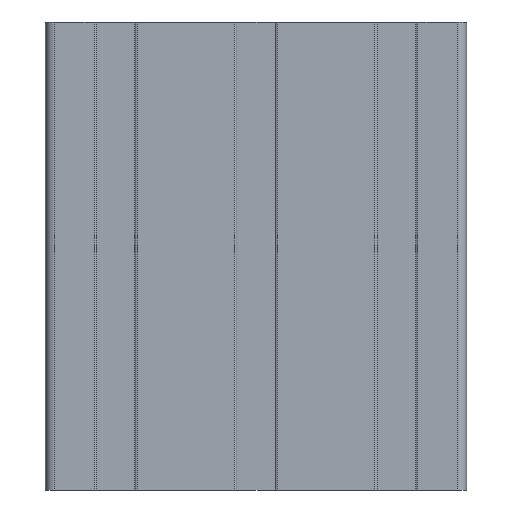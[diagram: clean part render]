
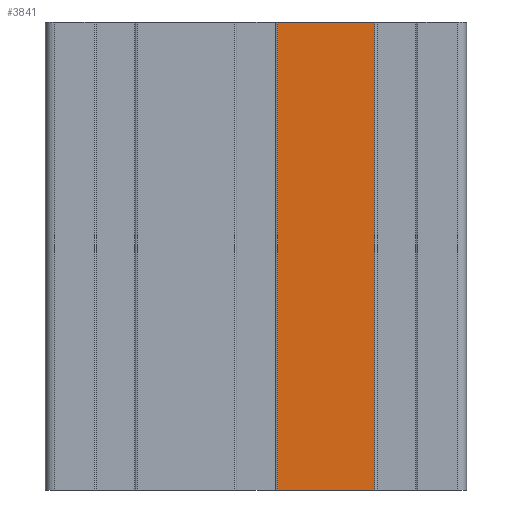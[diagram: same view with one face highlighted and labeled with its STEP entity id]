
A CAD part, front view. The second image highlights one B-rep face of the part: STEP entity #3841.
In plain terms, the highlighted planar face has unit normal (0, -1, 0).
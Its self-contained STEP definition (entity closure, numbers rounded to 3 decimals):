
#404=FACE_OUTER_BOUND('',#596,.T.);
#596=EDGE_LOOP('',(#3130,#3131,#3132,#3133));
#827=LINE('',#5751,#1259);
#871=LINE('',#5859,#1303);
#1047=LINE('',#6326,#1479);
#1048=LINE('',#6327,#1480);
#1259=VECTOR('',#4643,100.);
#1303=VECTOR('',#4741,100.);
#1479=VECTOR('',#5189,20.8);
#1480=VECTOR('',#5190,20.8);
#1665=VERTEX_POINT('',#5745);
#1667=VERTEX_POINT('',#5749);
#1702=VERTEX_POINT('',#5855);
#1704=VERTEX_POINT('',#5858);
#2117=EDGE_CURVE('',#1665,#1667,#827,.T.);
#2170=EDGE_CURVE('',#1702,#1704,#871,.T.);
#2403=EDGE_CURVE('',#1704,#1667,#1047,.T.);
#2404=EDGE_CURVE('',#1702,#1665,#1048,.T.);
#3130=ORIENTED_EDGE('',*,*,#2117,.T.);
#3131=ORIENTED_EDGE('',*,*,#2403,.F.);
#3132=ORIENTED_EDGE('',*,*,#2170,.F.);
#3133=ORIENTED_EDGE('',*,*,#2404,.T.);
#3656=PLANE('',#4150);
#3841=ADVANCED_FACE('',(#404),#3656,.T.);
#4150=AXIS2_PLACEMENT_3D('',#6325,#5187,#5188);
#4643=DIRECTION('',(0.,0.,-1.));
#4741=DIRECTION('',(0.,0.,-1.));
#5187=DIRECTION('center_axis',(0.,-1.,0.));
#5188=DIRECTION('ref_axis',(1.,0.,0.));
#5189=DIRECTION('',(-1.,0.,0.));
#5190=DIRECTION('',(-1.,0.,0.));
#5745=CARTESIAN_POINT('',(4.6,-15.,100.));
#5749=CARTESIAN_POINT('',(4.6,-15.,0.));
#5751=CARTESIAN_POINT('',(4.6,-15.,0.));
#5855=CARTESIAN_POINT('',(25.4,-15.,100.));
#5858=CARTESIAN_POINT('',(25.4,-15.,0.));
#5859=CARTESIAN_POINT('',(25.4,-15.,0.));
#6325=CARTESIAN_POINT('Origin',(-43.,-15.,0.));
#6326=CARTESIAN_POINT('',(-21.5,-15.,0.));
#6327=CARTESIAN_POINT('',(-21.5,-15.,100.));
